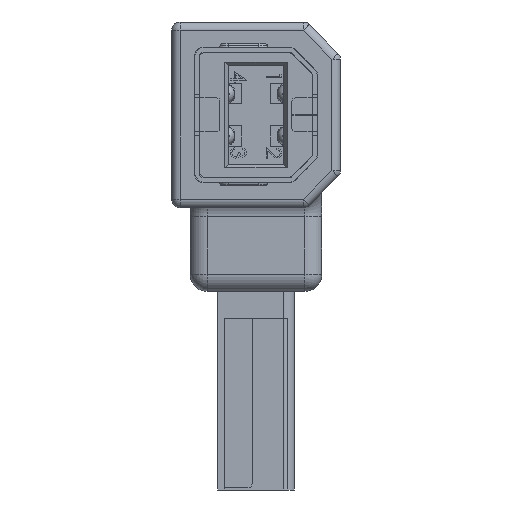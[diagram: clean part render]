
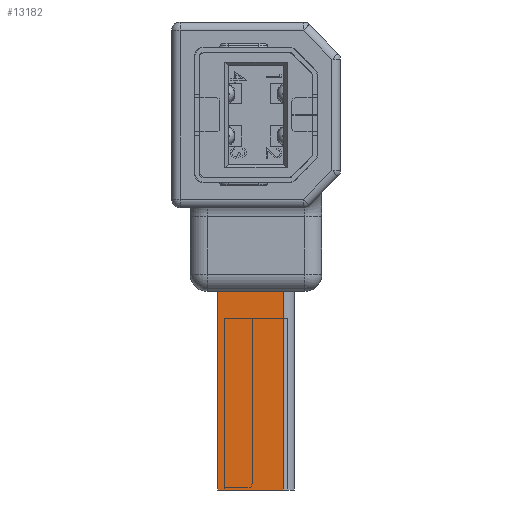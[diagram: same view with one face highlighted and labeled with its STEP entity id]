
A CAD part, left-side view. The second image highlights one B-rep face of the part: STEP entity #13182.
In plain terms, the highlighted face is planar.
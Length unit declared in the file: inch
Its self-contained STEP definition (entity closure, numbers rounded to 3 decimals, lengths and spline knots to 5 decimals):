
#749 = VERTEX_POINT ( 'NONE', #2564 ) ;
#751 = VERTEX_POINT ( 'NONE', #2560 ) ;
#797 = VERTEX_POINT ( 'NONE', #2496 ) ;
#799 = VERTEX_POINT ( 'NONE', #2494 ) ;
#810 = VERTEX_POINT ( 'NONE', #2476 ) ;
#812 = VERTEX_POINT ( 'NONE', #2474 ) ;
#849 = VERTEX_POINT ( 'NONE', #2433 ) ;
#852 = VERTEX_POINT ( 'NONE', #2432 ) ;
#854 = VERTEX_POINT ( 'NONE', #2431 ) ;
#858 = VERTEX_POINT ( 'NONE', #2427 ) ;
#2427 = CARTESIAN_POINT ( 'NONE',  ( 0., 0.064, 0.2375 ) ) ;
#2431 = CARTESIAN_POINT ( 'NONE',  ( -0.76378, -0.03543, 0.2375 ) ) ;
#2432 = CARTESIAN_POINT ( 'NONE',  ( 0., -0.089, 0.2375 ) ) ;
#2433 = CARTESIAN_POINT ( 'NONE',  ( -0.76378, 0.03543, 0.2375 ) ) ;
#2474 = CARTESIAN_POINT ( 'NONE',  ( -0.66929, -0.03543, 0.2375 ) ) ;
#2476 = CARTESIAN_POINT ( 'NONE',  ( -0.66929, -0.089, 0.2375 ) ) ;
#2494 = CARTESIAN_POINT ( 'NONE',  ( -0.66929, 0.03543, 0.2375 ) ) ;
#2496 = CARTESIAN_POINT ( 'NONE',  ( -0.66929, 0.064, 0.2375 ) ) ;
#2560 = CARTESIAN_POINT ( 'NONE',  ( -0.76378, 0.02362, 0.2375 ) ) ;
#2564 = CARTESIAN_POINT ( 'NONE',  ( -0.76378, -0.02362, 0.2375 ) ) ;
#3180 = EDGE_LOOP ( 'NONE', ( #22422, #22423, #22424, #22425, #22426, #22427, #22428, #22429 ) ) ;
#3219 = EDGE_LOOP ( 'NONE', ( #22430, #22431 ) ) ;
#5603 = AXIS2_PLACEMENT_3D ( 'NONE', #20663, #20664, #20665 ) ;
#5614 = AXIS2_PLACEMENT_3D ( 'NONE', #20773, #20774, #20775 ) ;
#5616 = AXIS2_PLACEMENT_3D ( 'NONE', #20785, #20786, #20787 ) ;
#13182 = ADVANCED_FACE ( 'NONE', ( #34278, #34282 ), #35304, .T. ) ;
#20124 = CIRCLE ( 'NONE', #5603, 0.02362 ) ;
#20170 = LINE ( 'NONE', #20713, #20173 ) ;
#20173 = VECTOR ( 'NONE', #20715, 39.37008 ) ;
#20182 = LINE ( 'NONE', #20728, #20191 ) ;
#20188 = CIRCLE ( 'NONE', #5616, 0.02362 ) ;
#20191 = VECTOR ( 'NONE', #20737, 39.37008 ) ;
#20224 = CIRCLE ( 'NONE', #5614, 0.03543 ) ;
#20226 = LINE ( 'NONE', #20735, #20228 ) ;
#20227 = LINE ( 'NONE', #20776, #20230 ) ;
#20228 = VECTOR ( 'NONE', #20730, 39.37008 ) ;
#20229 = LINE ( 'NONE', #20778, #20232 ) ;
#20230 = VECTOR ( 'NONE', #20777, 39.37008 ) ;
#20231 = LINE ( 'NONE', #20780, #20234 ) ;
#20232 = VECTOR ( 'NONE', #20779, 39.37008 ) ;
#20233 = LINE ( 'NONE', #20782, #20236 ) ;
#20234 = VECTOR ( 'NONE', #20781, 39.37008 ) ;
#20236 = VECTOR ( 'NONE', #20784, 39.37008 ) ;
#20663 = CARTESIAN_POINT ( 'NONE',  ( -0.76378, 0., 0.2375 ) ) ;
#20664 = DIRECTION ( 'NONE',  ( 0., 0., -1. ) ) ;
#20665 = DIRECTION ( 'NONE',  ( 0., 1., 0. ) ) ;
#20713 = CARTESIAN_POINT ( 'NONE',  ( -0.66929, 0.089, 0.2375 ) ) ;
#20715 = DIRECTION ( 'NONE',  ( 0., -1., 0. ) ) ;
#20728 = CARTESIAN_POINT ( 'NONE',  ( -0.66929, 0.089, 0.2375 ) ) ;
#20730 = DIRECTION ( 'NONE',  ( 1., 0., 0. ) ) ;
#20735 = CARTESIAN_POINT ( 'NONE',  ( -0.79921, -0.03543, 0.2375 ) ) ;
#20737 = DIRECTION ( 'NONE',  ( 0., -1., 0. ) ) ;
#20773 = CARTESIAN_POINT ( 'NONE',  ( -0.76378, 0., 0.2375 ) ) ;
#20774 = DIRECTION ( 'NONE',  ( 0., 0., 1. ) ) ;
#20775 = DIRECTION ( 'NONE',  ( 0., 1., 0. ) ) ;
#20776 = CARTESIAN_POINT ( 'NONE',  ( -0.66929, -0.089, 0.2375 ) ) ;
#20777 = DIRECTION ( 'NONE',  ( 1., 0., 0. ) ) ;
#20778 = CARTESIAN_POINT ( 'NONE',  ( 0., 0.089, 0.2375 ) ) ;
#20779 = DIRECTION ( 'NONE',  ( 0., -1., 0. ) ) ;
#20780 = CARTESIAN_POINT ( 'NONE',  ( -0.66929, 0.064, 0.2375 ) ) ;
#20781 = DIRECTION ( 'NONE',  ( -1., 0., 0. ) ) ;
#20782 = CARTESIAN_POINT ( 'NONE',  ( -0.79921, 0.03543, 0.2375 ) ) ;
#20784 = DIRECTION ( 'NONE',  ( 1., 0., 0. ) ) ;
#20785 = CARTESIAN_POINT ( 'NONE',  ( -0.76378, 0., 0.2375 ) ) ;
#20786 = DIRECTION ( 'NONE',  ( 0., 0., -1. ) ) ;
#20787 = DIRECTION ( 'NONE',  ( 0., 1., 0. ) ) ;
#22422 = ORIENTED_EDGE ( 'NONE', *, *, #39147, .T. ) ;
#22423 = ORIENTED_EDGE ( 'NONE', *, *, #39148, .T. ) ;
#22424 = ORIENTED_EDGE ( 'NONE', *, *, #39129, .T. ) ;
#22425 = ORIENTED_EDGE ( 'NONE', *, *, #39149, .T. ) ;
#22426 = ORIENTED_EDGE ( 'NONE', *, *, #39150, .F. ) ;
#22427 = ORIENTED_EDGE ( 'NONE', *, *, #39151, .T. ) ;
#22428 = ORIENTED_EDGE ( 'NONE', *, *, #39119, .T. ) ;
#22429 = ORIENTED_EDGE ( 'NONE', *, *, #39152, .F. ) ;
#22430 = ORIENTED_EDGE ( 'NONE', *, *, #39095, .T. ) ;
#22431 = ORIENTED_EDGE ( 'NONE', *, *, #39153, .T. ) ;
#26685 = AXIS2_PLACEMENT_3D ( 'NONE', #35303, #35294, #35306 ) ;
#34278 = FACE_OUTER_BOUND ( 'NONE', #3180, .T. ) ;
#34282 = FACE_BOUND ( 'NONE', #3219, .T. ) ;
#35294 = DIRECTION ( 'NONE',  ( 0., 0., 1. ) ) ;
#35303 = CARTESIAN_POINT ( 'NONE',  ( -0.66929, 0.089, 0.2375 ) ) ;
#35304 = PLANE ( 'NONE',  #26685 ) ;
#35306 = DIRECTION ( 'NONE',  ( 1., 0., 0. ) ) ;
#39095 = EDGE_CURVE ( 'NONE', #749, #751, #20124, .T. ) ;
#39119 = EDGE_CURVE ( 'NONE', #797, #799, #20170, .T. ) ;
#39129 = EDGE_CURVE ( 'NONE', #812, #810, #20182, .T. ) ;
#39147 = EDGE_CURVE ( 'NONE', #849, #854, #20224, .T. ) ;
#39148 = EDGE_CURVE ( 'NONE', #854, #812, #20226, .T. ) ;
#39149 = EDGE_CURVE ( 'NONE', #810, #852, #20227, .T. ) ;
#39150 = EDGE_CURVE ( 'NONE', #858, #852, #20229, .T. ) ;
#39151 = EDGE_CURVE ( 'NONE', #858, #797, #20231, .T. ) ;
#39152 = EDGE_CURVE ( 'NONE', #849, #799, #20233, .T. ) ;
#39153 = EDGE_CURVE ( 'NONE', #751, #749, #20188, .T. ) ;
